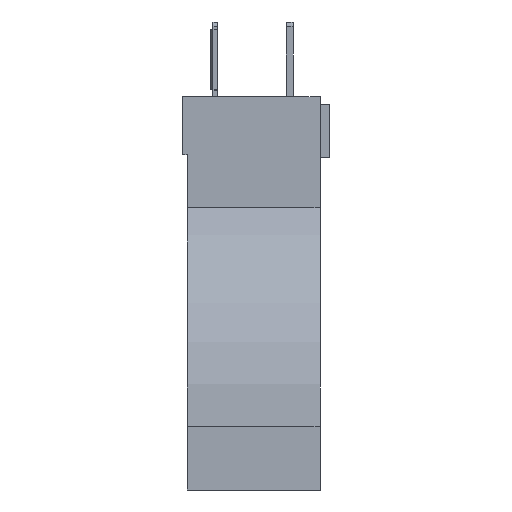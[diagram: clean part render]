
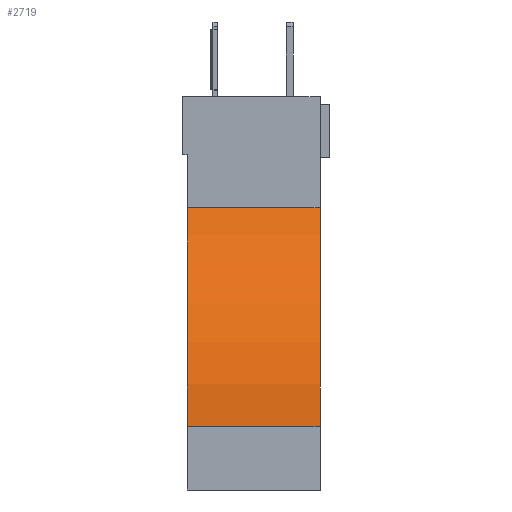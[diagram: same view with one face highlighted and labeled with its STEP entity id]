
A CAD part, left-side view. The second image highlights one B-rep face of the part: STEP entity #2719.
In plain terms, the highlighted cylindrical face has radius 11.45 mm (diameter 22.9 mm), a partial arc.
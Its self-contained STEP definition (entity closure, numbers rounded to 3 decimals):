
#277=CARTESIAN_POINT('',(0.,0.,0.));
#278=DIRECTION('',(0.,1.,0.));
#279=DIRECTION('',(-1.,0.,0.));
#280=AXIS2_PLACEMENT_3D('',#277,#278,#279);
#866=CARTESIAN_POINT('',(0.,5.7,0.));
#867=DIRECTION('',(0.,1.,0.));
#868=DIRECTION('',(-1.,0.,0.));
#869=AXIS2_PLACEMENT_3D('',#866,#867,#868);
#1177=DIRECTION('',(0.,1.,0.));
#1178=VECTOR('',#1177,5.7);
#1179=CARTESIAN_POINT('',(-6.55,0.,9.391));
#1180=LINE('',#1179,#1178);
#1184=DIRECTION('',(0.,1.,0.));
#1185=VECTOR('',#1184,5.7);
#1186=CARTESIAN_POINT('',(-11.45,0.,0.));
#1187=LINE('',#1186,#1185);
#1649=CARTESIAN_POINT('',(-11.45,0.,0.));
#1650=CARTESIAN_POINT('',(-6.55,0.,9.391));
#1651=VERTEX_POINT('',#1649);
#1652=VERTEX_POINT('',#1650);
#1661=CARTESIAN_POINT('',(-11.45,5.7,0.));
#1662=CARTESIAN_POINT('',(-6.55,5.7,9.391));
#1663=VERTEX_POINT('',#1661);
#1664=VERTEX_POINT('',#1662);
#2707=CARTESIAN_POINT('',(0.,0.,0.));
#2708=DIRECTION('',(0.,1.,0.));
#2709=DIRECTION('',(1.,0.,0.));
#2710=AXIS2_PLACEMENT_3D('',#2707,#2708,#2709);
#2711=CYLINDRICAL_SURFACE('',#2710,11.45);
#2712=ORIENTED_EDGE('',*,*,#2030,.F.);
#2714=ORIENTED_EDGE('',*,*,#2713,.T.);
#2715=ORIENTED_EDGE('',*,*,#2497,.T.);
#2716=ORIENTED_EDGE('',*,*,#2702,.F.);
#2717=EDGE_LOOP('',(#2712,#2714,#2715,#2716));
#2718=FACE_OUTER_BOUND('',#2717,.F.);
#281=CIRCLE('',#280,11.45);
#870=CIRCLE('',#869,11.45);
#2030=EDGE_CURVE('',#1651,#1652,#281,.T.);
#2497=EDGE_CURVE('',#1663,#1664,#870,.T.);
#2702=EDGE_CURVE('',#1652,#1664,#1180,.T.);
#2713=EDGE_CURVE('',#1651,#1663,#1187,.T.);
#2719=ADVANCED_FACE('',(#2718),#2711,.T.);
